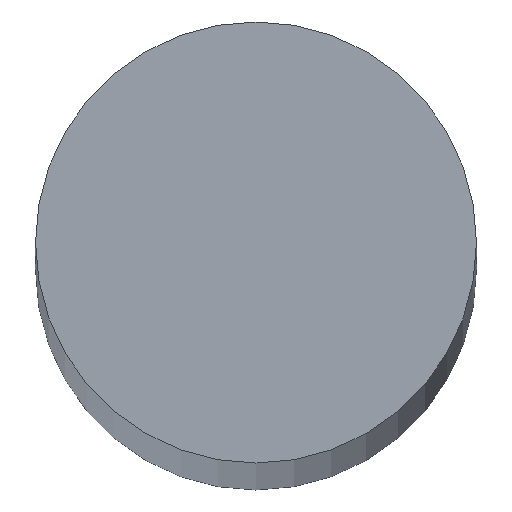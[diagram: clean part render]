
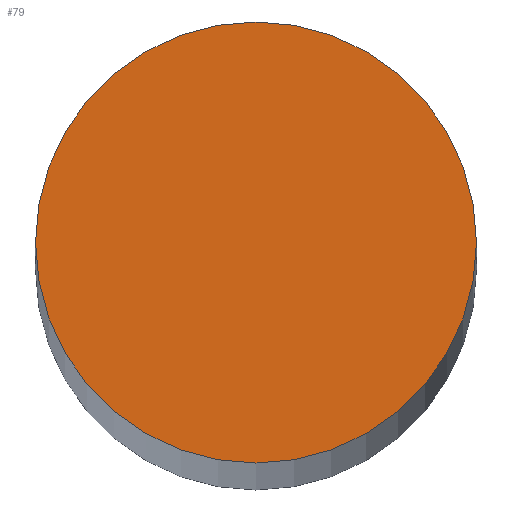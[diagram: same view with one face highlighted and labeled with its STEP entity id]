
A CAD part, top view. The second image highlights one B-rep face of the part: STEP entity #79.
In plain terms, the highlighted planar face has unit normal (0, 0, 1).
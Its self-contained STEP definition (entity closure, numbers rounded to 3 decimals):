
#16 = CARTESIAN_POINT ( 'NONE',  ( 0., 0., 105. ) ) ;
#36 = ORIENTED_EDGE ( 'NONE', *, *, #66, .T. ) ;
#50 = CIRCLE ( 'NONE', #107, 1.5 ) ;
#53 = AXIS2_PLACEMENT_3D ( 'NONE', #170, #133, #76 ) ;
#56 = AXIS2_PLACEMENT_3D ( 'NONE', #16, #58, #96 ) ;
#58 = DIRECTION ( 'NONE',  ( 0., 0., 1. ) ) ;
#61 = VERTEX_POINT ( 'NONE', #72 ) ;
#66 = EDGE_CURVE ( 'NONE', #120, #61, #50, .T. ) ;
#72 = CARTESIAN_POINT ( 'NONE',  ( -1.5, 0., 105. ) ) ;
#75 = EDGE_LOOP ( 'NONE', ( #106, #36 ) ) ;
#76 = DIRECTION ( 'NONE',  ( 1., 0., 0. ) ) ;
#79 = ADVANCED_FACE ( 'NONE', ( #85 ), #168, .T. ) ;
#85 = FACE_OUTER_BOUND ( 'NONE', #75, .T. ) ;
#87 = DIRECTION ( 'NONE',  ( 1., 0., 0. ) ) ;
#96 = DIRECTION ( 'NONE',  ( 1., 0., 0. ) ) ;
#101 = CARTESIAN_POINT ( 'NONE',  ( 1.5, 0., 105. ) ) ;
#106 = ORIENTED_EDGE ( 'NONE', *, *, #156, .T. ) ;
#107 = AXIS2_PLACEMENT_3D ( 'NONE', #160, #159, #87 ) ;
#110 = CIRCLE ( 'NONE', #56, 1.5 ) ;
#120 = VERTEX_POINT ( 'NONE', #101 ) ;
#133 = DIRECTION ( 'NONE',  ( 0., 0., 1. ) ) ;
#156 = EDGE_CURVE ( 'NONE', #61, #120, #110, .T. ) ;
#159 = DIRECTION ( 'NONE',  ( 0., 0., 1. ) ) ;
#160 = CARTESIAN_POINT ( 'NONE',  ( 0., 0., 105. ) ) ;
#168 = PLANE ( 'NONE',  #53 ) ;
#170 = CARTESIAN_POINT ( 'NONE',  ( 0., 0., 105. ) ) ;
